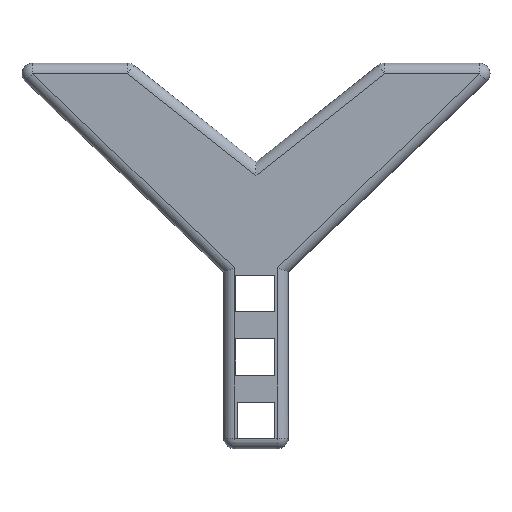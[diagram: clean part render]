
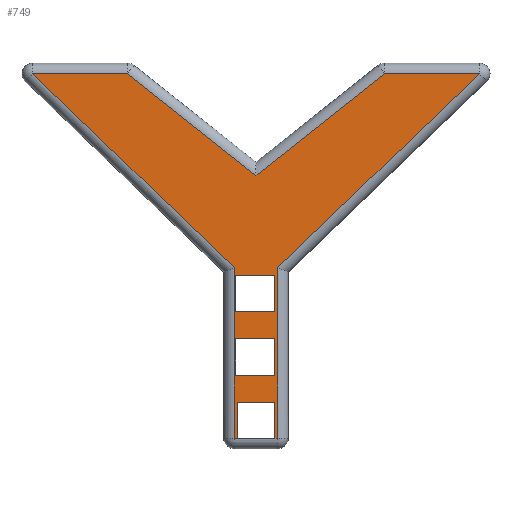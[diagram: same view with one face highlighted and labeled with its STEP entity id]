
A CAD part, top view. The second image highlights one B-rep face of the part: STEP entity #749.
In plain terms, the highlighted planar face has unit normal (0, 0, 1).
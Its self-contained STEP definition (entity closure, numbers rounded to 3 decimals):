
#15=FACE_BOUND('',#110,.T.);
#16=FACE_BOUND('',#111,.T.);
#21=PLANE('',#830);
#65=FACE_OUTER_BOUND('',#109,.T.);
#109=EDGE_LOOP('',(#565,#566,#567,#568,#569,#570,#571,#572,#573,#574,#575,
#576,#577));
#110=EDGE_LOOP('',(#578,#579,#580,#581));
#111=EDGE_LOOP('',(#582,#583,#584,#585));
#172=LINE('',#1099,#251);
#173=LINE('',#1103,#252);
#175=LINE('',#1111,#254);
#177=LINE('',#1119,#256);
#180=LINE('',#1132,#259);
#181=LINE('',#1135,#260);
#184=LINE('',#1146,#263);
#186=LINE('',#1156,#265);
#187=LINE('',#1159,#266);
#190=LINE('',#1173,#269);
#191=LINE('',#1180,#270);
#195=LINE('',#1188,#274);
#196=LINE('',#1189,#275);
#197=LINE('',#1192,#276);
#198=LINE('',#1194,#277);
#199=LINE('',#1196,#278);
#200=LINE('',#1197,#279);
#201=LINE('',#1200,#280);
#202=LINE('',#1202,#281);
#203=LINE('',#1204,#282);
#204=LINE('',#1205,#283);
#251=VECTOR('',#871,10.);
#252=VECTOR('',#876,10.);
#254=VECTOR('',#884,10.);
#256=VECTOR('',#890,10.);
#259=VECTOR('',#903,10.);
#260=VECTOR('',#908,10.);
#263=VECTOR('',#919,10.);
#265=VECTOR('',#929,10.);
#266=VECTOR('',#934,10.);
#269=VECTOR('',#953,10.);
#270=VECTOR('',#964,10.);
#274=VECTOR('',#970,10.);
#275=VECTOR('',#971,10.);
#276=VECTOR('',#972,10.);
#277=VECTOR('',#973,10.);
#278=VECTOR('',#974,10.);
#279=VECTOR('',#975,10.);
#280=VECTOR('',#976,10.);
#281=VECTOR('',#977,10.);
#282=VECTOR('',#978,10.);
#283=VECTOR('',#979,10.);
#331=VERTEX_POINT('',#1096);
#332=VERTEX_POINT('',#1098);
#333=VERTEX_POINT('',#1102);
#336=VERTEX_POINT('',#1109);
#339=VERTEX_POINT('',#1116);
#340=VERTEX_POINT('',#1118);
#344=VERTEX_POINT('',#1129);
#345=VERTEX_POINT('',#1131);
#349=VERTEX_POINT('',#1144);
#352=VERTEX_POINT('',#1153);
#353=VERTEX_POINT('',#1155);
#357=VERTEX_POINT('',#1179);
#360=VERTEX_POINT('',#1187);
#361=VERTEX_POINT('',#1190);
#362=VERTEX_POINT('',#1191);
#363=VERTEX_POINT('',#1193);
#364=VERTEX_POINT('',#1195);
#365=VERTEX_POINT('',#1198);
#366=VERTEX_POINT('',#1199);
#367=VERTEX_POINT('',#1201);
#368=VERTEX_POINT('',#1203);
#396=EDGE_CURVE('',#331,#332,#172,.T.);
#398=EDGE_CURVE('',#332,#333,#173,.T.);
#402=EDGE_CURVE('',#336,#331,#175,.T.);
#406=EDGE_CURVE('',#339,#340,#177,.T.);
#412=EDGE_CURVE('',#344,#345,#180,.T.);
#414=EDGE_CURVE('',#345,#339,#181,.T.);
#420=EDGE_CURVE('',#349,#344,#184,.T.);
#424=EDGE_CURVE('',#352,#353,#186,.T.);
#426=EDGE_CURVE('',#353,#349,#187,.T.);
#434=EDGE_CURVE('',#333,#352,#190,.T.);
#437=EDGE_CURVE('',#357,#340,#191,.T.);
#441=EDGE_CURVE('',#336,#360,#195,.T.);
#442=EDGE_CURVE('',#360,#357,#196,.T.);
#443=EDGE_CURVE('',#361,#362,#197,.T.);
#444=EDGE_CURVE('',#362,#363,#198,.T.);
#445=EDGE_CURVE('',#364,#363,#199,.T.);
#446=EDGE_CURVE('',#364,#361,#200,.T.);
#447=EDGE_CURVE('',#365,#366,#201,.T.);
#448=EDGE_CURVE('',#365,#367,#202,.T.);
#449=EDGE_CURVE('',#367,#368,#203,.T.);
#450=EDGE_CURVE('',#368,#366,#204,.T.);
#565=ORIENTED_EDGE('',*,*,#406,.F.);
#566=ORIENTED_EDGE('',*,*,#414,.F.);
#567=ORIENTED_EDGE('',*,*,#412,.F.);
#568=ORIENTED_EDGE('',*,*,#420,.F.);
#569=ORIENTED_EDGE('',*,*,#426,.F.);
#570=ORIENTED_EDGE('',*,*,#424,.F.);
#571=ORIENTED_EDGE('',*,*,#434,.F.);
#572=ORIENTED_EDGE('',*,*,#398,.F.);
#573=ORIENTED_EDGE('',*,*,#396,.F.);
#574=ORIENTED_EDGE('',*,*,#402,.F.);
#575=ORIENTED_EDGE('',*,*,#441,.T.);
#576=ORIENTED_EDGE('',*,*,#442,.T.);
#577=ORIENTED_EDGE('',*,*,#437,.T.);
#578=ORIENTED_EDGE('',*,*,#443,.T.);
#579=ORIENTED_EDGE('',*,*,#444,.T.);
#580=ORIENTED_EDGE('',*,*,#445,.F.);
#581=ORIENTED_EDGE('',*,*,#446,.T.);
#582=ORIENTED_EDGE('',*,*,#447,.F.);
#583=ORIENTED_EDGE('',*,*,#448,.T.);
#584=ORIENTED_EDGE('',*,*,#449,.T.);
#585=ORIENTED_EDGE('',*,*,#450,.T.);
#749=ADVANCED_FACE('',(#65,#15,#16),#21,.F.);
#830=AXIS2_PLACEMENT_3D('',#1186,#968,#969);
#871=DIRECTION('',(0.,1.,0.));
#876=DIRECTION('',(-0.721,0.693,0.));
#884=DIRECTION('',(-1.,0.,0.));
#890=DIRECTION('',(-1.,0.,0.));
#903=DIRECTION('',(-0.721,-0.693,0.));
#908=DIRECTION('',(0.,-1.,0.));
#919=DIRECTION('',(1.,0.,0.));
#929=DIRECTION('',(0.784,-0.621,0.));
#934=DIRECTION('',(0.784,0.621,0.));
#953=DIRECTION('',(1.,0.,0.));
#964=DIRECTION('',(0.,-1.,0.));
#968=DIRECTION('center_axis',(0.,0.,-1.));
#969=DIRECTION('ref_axis',(0.,1.,0.));
#970=DIRECTION('',(0.,1.,0.));
#971=DIRECTION('',(1.,0.,0.));
#972=DIRECTION('',(1.,0.,0.));
#973=DIRECTION('',(0.,-1.,0.));
#974=DIRECTION('',(1.,0.,0.));
#975=DIRECTION('',(0.,1.,0.));
#976=DIRECTION('',(1.,0.,0.));
#977=DIRECTION('',(0.,1.,0.));
#978=DIRECTION('',(1.,0.,0.));
#979=DIRECTION('',(0.,-1.,0.));
#1096=CARTESIAN_POINT('',(-6.114,-59.347,-32.761));
#1098=CARTESIAN_POINT('',(-6.114,-11.069,-32.761));
#1099=CARTESIAN_POINT('',(-6.114,-56.347,-32.761));
#1102=CARTESIAN_POINT('',(-63.279,43.84,-32.761));
#1103=CARTESIAN_POINT('',(3.787,-20.579,-32.761));
#1109=CARTESIAN_POINT('',(-5.2,-59.347,-32.761));
#1111=CARTESIAN_POINT('',(2.557,-59.347,-32.761));
#1116=CARTESIAN_POINT('',(6.114,-59.347,-32.761));
#1118=CARTESIAN_POINT('',(5.3,-59.347,-32.761));
#1119=CARTESIAN_POINT('',(2.557,-59.347,-32.761));
#1129=CARTESIAN_POINT('',(63.279,43.84,-32.761));
#1131=CARTESIAN_POINT('',(6.114,-11.069,-32.761));
#1132=CARTESIAN_POINT('',(9.326,-7.983,-32.761));
#1135=CARTESIAN_POINT('',(6.114,-31.347,-32.761));
#1144=CARTESIAN_POINT('',(36.349,43.84,-32.761));
#1146=CARTESIAN_POINT('',(-21.75,43.84,-32.761));
#1153=CARTESIAN_POINT('',(-36.349,43.84,-32.761));
#1155=CARTESIAN_POINT('',(0.,15.052,-32.761));
#1156=CARTESIAN_POINT('',(-2.004,16.639,-32.761));
#1159=CARTESIAN_POINT('',(-16.213,2.211,-32.761));
#1173=CARTESIAN_POINT('',(-21.75,43.84,-32.761));
#1179=CARTESIAN_POINT('',(5.3,-49.147,-32.761));
#1180=CARTESIAN_POINT('',(5.3,-29.55,-32.761));
#1186=CARTESIAN_POINT('Origin',(-4.,-50.347,-32.761));
#1187=CARTESIAN_POINT('',(-5.2,-49.147,-32.761));
#1188=CARTESIAN_POINT('',(-5.2,-29.55,-32.761));
#1189=CARTESIAN_POINT('',(-4.,-49.147,-32.761));
#1190=CARTESIAN_POINT('',(-5.8,-31.147,-32.761));
#1191=CARTESIAN_POINT('',(5.3,-31.147,-32.761));
#1192=CARTESIAN_POINT('',(-4.,-31.147,-32.761));
#1193=CARTESIAN_POINT('',(5.3,-41.547,-32.761));
#1194=CARTESIAN_POINT('',(5.3,-29.55,-32.761));
#1195=CARTESIAN_POINT('',(-5.8,-41.547,-32.761));
#1196=CARTESIAN_POINT('',(-4.,-41.547,-32.761));
#1197=CARTESIAN_POINT('',(-5.8,-29.55,-32.761));
#1198=CARTESIAN_POINT('',(-5.8,-23.547,-32.761));
#1199=CARTESIAN_POINT('',(5.3,-23.547,-32.761));
#1200=CARTESIAN_POINT('',(-4.,-23.547,-32.761));
#1201=CARTESIAN_POINT('',(-5.8,-13.147,-32.761));
#1202=CARTESIAN_POINT('',(-5.8,-29.55,-32.761));
#1203=CARTESIAN_POINT('',(5.3,-13.147,-32.761));
#1204=CARTESIAN_POINT('',(-2.,-13.147,-32.761));
#1205=CARTESIAN_POINT('',(5.3,-29.55,-32.761));
